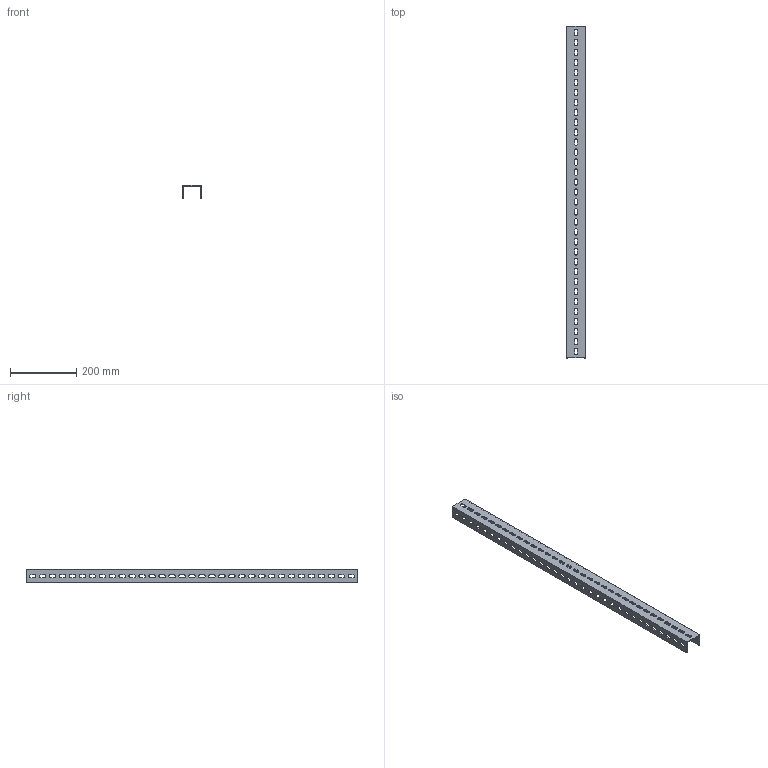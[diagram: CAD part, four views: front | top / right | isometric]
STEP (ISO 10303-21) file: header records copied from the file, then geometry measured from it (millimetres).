
FILE_DESCRIPTION (( 'STEP AP203' ), '1' );
FILE_NAME ('CLP1Z-1000-M-HDZ Ïðîôèëü ïåðôîðèðîâàííûé 1000 IEK HDZ.STEP', '2016-03-22T12:02:59', ( '' ), ( '' ), 'SwSTEP 2.0', 'SolidWorks 2014', '' );
FILE_SCHEMA (( 'CONFIG_CONTROL_DESIGN' ));
Length unit declared in the file: millimetre
Products named in the file (1): CLP1Z-1000-M-HDZ Ïðîôèëü ïåðôîðèðîâàííûé 1000 IEK HDZ
Bounding box: 55 x 1000 x 40 mm (x, y, z)
Volume: 229801.8 mm3; surface area: 244280.1 mm2
Topology: 1 solids, 1 shells, 414 faces, 1228 edges, 816 vertices
Faces by surface type: plane 216, cylinder 198
Entity records: 14417 total; most frequent: CARTESIAN_POINT 2459, ORIENTED_EDGE 2456, DIRECTION 2454, EDGE_CURVE 1228, LINE 832, VECTOR 832, VERTEX_POINT 816, AXIS2_PLACEMENT_3D 811
